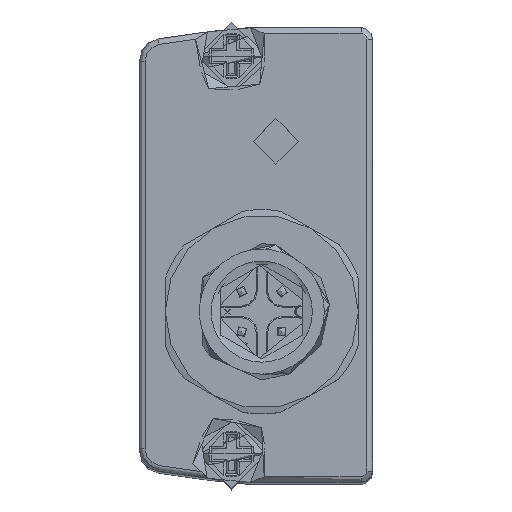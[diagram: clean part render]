
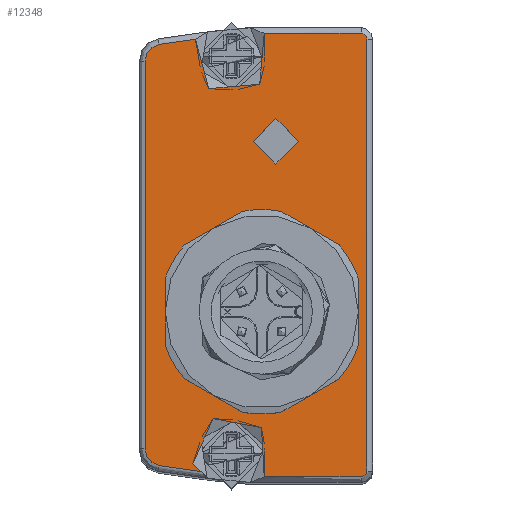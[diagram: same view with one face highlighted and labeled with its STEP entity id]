
A CAD part, top view. The second image highlights one B-rep face of the part: STEP entity #12348.
In plain terms, the highlighted face is planar.
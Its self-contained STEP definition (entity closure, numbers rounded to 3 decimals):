
#341=FACE_BOUND('',#1944,.T.);
#342=FACE_BOUND('',#1945,.T.);
#411=PLANE('',#13300);
#1212=FACE_OUTER_BOUND('',#1943,.T.);
#1943=EDGE_LOOP('',(#8911,#8912,#8913,#8914,#8915,#8916,#8917,#8918,#8919,
#8920,#8921,#8922,#8923,#8924,#8925));
#1944=EDGE_LOOP('',(#8926));
#1945=EDGE_LOOP('',(#8927));
#2726=LINE('',#18892,#3815);
#2727=LINE('',#18894,#3816);
#2751=LINE('',#19021,#3840);
#2752=LINE('',#19025,#3841);
#2753=LINE('',#19030,#3842);
#2754=LINE('',#19034,#3843);
#2755=LINE('',#19038,#3844);
#2756=LINE('',#19040,#3845);
#2757=LINE('',#19043,#3846);
#3815=VECTOR('',#14853,8.528);
#3816=VECTOR('',#14854,8.528);
#3840=VECTOR('',#14916,8.528);
#3841=VECTOR('',#14919,38.);
#3842=VECTOR('',#14924,3.226);
#3843=VECTOR('',#14927,34.103);
#3844=VECTOR('',#14930,3.711);
#3845=VECTOR('',#14931,1.005);
#3846=VECTOR('',#14934,8.528);
#4877=CIRCLE('',#13268,2.);
#4879=CIRCLE('',#13271,7.);
#4898=CIRCLE('',#13301,0.5);
#4899=CIRCLE('',#13302,0.5);
#4900=CIRCLE('',#13303,3.5);
#4901=CIRCLE('',#13304,1.5);
#4902=CIRCLE('',#13305,1.5);
#4903=CIRCLE('',#13306,3.5);
#5505=VERTEX_POINT('',#18826);
#5507=VERTEX_POINT('',#18832);
#5517=VERTEX_POINT('',#18859);
#5518=VERTEX_POINT('',#18891);
#5519=VERTEX_POINT('',#18893);
#5552=VERTEX_POINT('',#19019);
#5553=VERTEX_POINT('',#19020);
#5554=VERTEX_POINT('',#19022);
#5555=VERTEX_POINT('',#19024);
#5556=VERTEX_POINT('',#19027);
#5557=VERTEX_POINT('',#19029);
#5558=VERTEX_POINT('',#19031);
#5559=VERTEX_POINT('',#19033);
#5560=VERTEX_POINT('',#19035);
#5561=VERTEX_POINT('',#19037);
#5562=VERTEX_POINT('',#19039);
#5563=VERTEX_POINT('',#19041);
#6784=EDGE_CURVE('',#5505,#5505,#4877,.T.);
#6787=EDGE_CURVE('',#5507,#5507,#4879,.T.);
#6800=EDGE_CURVE('',#5517,#5518,#2726,.T.);
#6801=EDGE_CURVE('',#5518,#5519,#2727,.T.);
#6840=EDGE_CURVE('',#5552,#5553,#2751,.T.);
#6841=EDGE_CURVE('',#5552,#5554,#4898,.T.);
#6842=EDGE_CURVE('',#5555,#5554,#2752,.T.);
#6843=EDGE_CURVE('',#5555,#5519,#4899,.T.);
#6844=EDGE_CURVE('',#5517,#5556,#4900,.T.);
#6845=EDGE_CURVE('',#5556,#5557,#2753,.T.);
#6846=EDGE_CURVE('',#5557,#5558,#4901,.T.);
#6847=EDGE_CURVE('',#5559,#5558,#2754,.T.);
#6848=EDGE_CURVE('',#5559,#5560,#4902,.T.);
#6849=EDGE_CURVE('',#5560,#5561,#2755,.T.);
#6850=EDGE_CURVE('',#5561,#5562,#2756,.T.);
#6851=EDGE_CURVE('',#5562,#5563,#4903,.T.);
#6852=EDGE_CURVE('',#5553,#5563,#2757,.T.);
#8911=ORIENTED_EDGE('',*,*,#6840,.F.);
#8912=ORIENTED_EDGE('',*,*,#6841,.T.);
#8913=ORIENTED_EDGE('',*,*,#6842,.F.);
#8914=ORIENTED_EDGE('',*,*,#6843,.T.);
#8915=ORIENTED_EDGE('',*,*,#6801,.F.);
#8916=ORIENTED_EDGE('',*,*,#6800,.F.);
#8917=ORIENTED_EDGE('',*,*,#6844,.T.);
#8918=ORIENTED_EDGE('',*,*,#6845,.T.);
#8919=ORIENTED_EDGE('',*,*,#6846,.T.);
#8920=ORIENTED_EDGE('',*,*,#6847,.F.);
#8921=ORIENTED_EDGE('',*,*,#6848,.T.);
#8922=ORIENTED_EDGE('',*,*,#6849,.T.);
#8923=ORIENTED_EDGE('',*,*,#6850,.T.);
#8924=ORIENTED_EDGE('',*,*,#6851,.T.);
#8925=ORIENTED_EDGE('',*,*,#6852,.F.);
#8926=ORIENTED_EDGE('',*,*,#6784,.T.);
#8927=ORIENTED_EDGE('',*,*,#6787,.T.);
#12348=ADVANCED_FACE('',(#1212,#341,#342),#411,.F.);
#13268=AXIS2_PLACEMENT_3D('',#18827,#14818,#14819);
#13271=AXIS2_PLACEMENT_3D('',#18833,#14825,#14826);
#13300=AXIS2_PLACEMENT_3D('',#19018,#14914,#14915);
#13301=AXIS2_PLACEMENT_3D('',#19023,#14917,#14918);
#13302=AXIS2_PLACEMENT_3D('',#19026,#14920,#14921);
#13303=AXIS2_PLACEMENT_3D('',#19028,#14922,#14923);
#13304=AXIS2_PLACEMENT_3D('',#19032,#14925,#14926);
#13305=AXIS2_PLACEMENT_3D('',#19036,#14928,#14929);
#13306=AXIS2_PLACEMENT_3D('',#19042,#14932,#14933);
#14818=DIRECTION('center_axis',(0.,0.,1.));
#14819=DIRECTION('ref_axis',(1.,0.,0.));
#14825=DIRECTION('center_axis',(0.,0.,1.));
#14826=DIRECTION('ref_axis',(1.,0.,0.));
#14853=DIRECTION('',(1.,0.,0.));
#14854=DIRECTION('',(1.,0.,0.));
#14914=DIRECTION('center_axis',(0.,0.,1.));
#14915=DIRECTION('ref_axis',(1.,0.,0.));
#14916=DIRECTION('',(-1.,0.,0.));
#14917=DIRECTION('center_axis',(0.,0.,
-1.));
#14918=DIRECTION('ref_axis',(0.,1.,0.));
#14919=DIRECTION('',(0.,1.,0.));
#14920=DIRECTION('center_axis',(0.,0.,-1.));
#14921=DIRECTION('ref_axis',(1.,0.,0.));
#14922=DIRECTION('center_axis',(0.,0.,1.));
#14923=DIRECTION('ref_axis',(0.821,-0.571,0.));
#14924=DIRECTION('',(-0.99,0.139,0.));
#14925=DIRECTION('center_axis',(0.,0.,-1.));
#14926=DIRECTION('ref_axis',(-0.179,-0.984,0.));
#14927=DIRECTION('',(0.,-1.,0.));
#14928=DIRECTION('center_axis',(0.,0.,-1.));
#14929=DIRECTION('ref_axis',(-1.,0.,0.));
#14930=DIRECTION('',(0.99,0.139,0.));
#14931=DIRECTION('',(-0.703,-0.711,0.));
#14932=DIRECTION('center_axis',(0.,0.,1.));
#14933=DIRECTION('ref_axis',(-0.972,0.237,0.));
#14934=DIRECTION('',(-1.,0.,0.));
#18826=CARTESIAN_POINT('',(-8.093,8.102,0.));
#18827=CARTESIAN_POINT('Origin',(-6.093,8.102,0.));
#18832=CARTESIAN_POINT('',(-14.334,23.102,0.));
#18833=CARTESIAN_POINT('Origin',(-7.334,23.102,0.));
#18859=CARTESIAN_POINT('',(-7.12,-1.398,0.));
#18891=CARTESIAN_POINT('',(-5.593,-1.398,0.));
#18892=CARTESIAN_POINT('',(-7.12,-1.398,0.));
#18893=CARTESIAN_POINT('',(1.407,-1.398,0.));
#18894=CARTESIAN_POINT('',(-7.12,-1.398,0.));
#19018=CARTESIAN_POINT('Origin',(-7.952,18.102,0.));
#19019=CARTESIAN_POINT('',(1.407,37.602,0.));
#19020=CARTESIAN_POINT('',(-5.593,37.602,0.));
#19021=CARTESIAN_POINT('',(1.407,37.602,0.));
#19022=CARTESIAN_POINT('',(1.907,37.102,0.));
#19023=CARTESIAN_POINT('Origin',(1.407,37.102,0.));
#19024=CARTESIAN_POINT('',(1.907,-0.898,0.));
#19025=CARTESIAN_POINT('',(1.907,-0.898,0.));
#19026=CARTESIAN_POINT('Origin',(1.407,-0.898,0.));
#19027=CARTESIAN_POINT('',(-13.166,-0.873,0.));
#19028=CARTESIAN_POINT('Origin',(-9.993,0.602,0.));
#19029=CARTESIAN_POINT('',(-16.361,-0.425,0.));
#19030=CARTESIAN_POINT('',(-13.166,-0.873,0.));
#19031=CARTESIAN_POINT('',(-17.593,1.051,0.));
#19032=CARTESIAN_POINT('Origin',(-16.093,1.051,0.));
#19033=CARTESIAN_POINT('',(-17.593,35.154,0.));
#19034=CARTESIAN_POINT('',(-17.593,35.154,0.));
#19035=CARTESIAN_POINT('',(-16.361,36.63,0.));
#19036=CARTESIAN_POINT('Origin',(-16.093,35.154,0.));
#19037=CARTESIAN_POINT('',(-12.686,37.145,0.));
#19038=CARTESIAN_POINT('',(-16.361,36.63,0.));
#19039=CARTESIAN_POINT('',(-13.393,36.431,0.));
#19040=CARTESIAN_POINT('',(-12.686,37.145,0.));
#19041=CARTESIAN_POINT('',(-7.12,37.602,0.));
#19042=CARTESIAN_POINT('Origin',(-9.993,35.602,0.));
#19043=CARTESIAN_POINT('',(1.407,37.602,0.));
